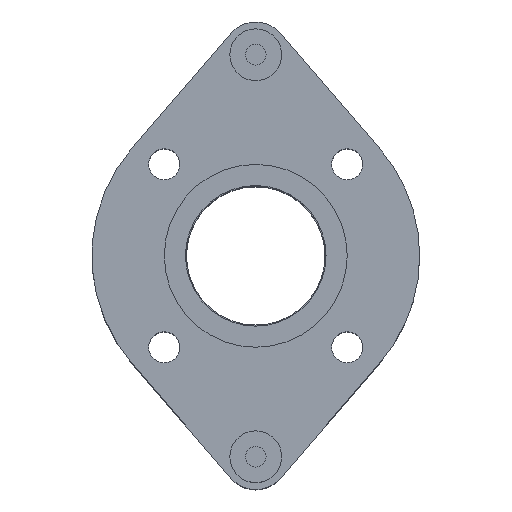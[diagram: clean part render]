
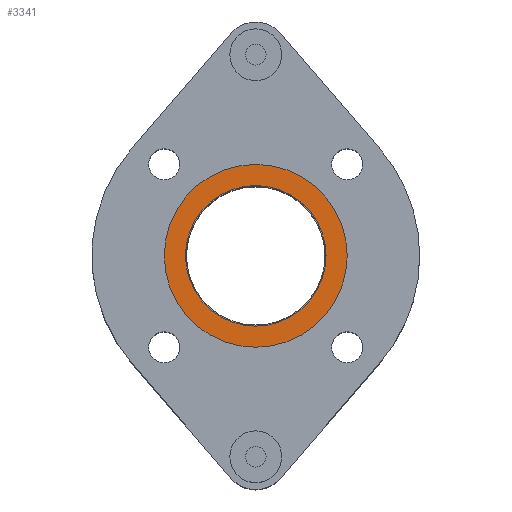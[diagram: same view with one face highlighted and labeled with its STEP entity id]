
A CAD part, top view. The second image highlights one B-rep face of the part: STEP entity #3341.
In plain terms, the highlighted planar face has unit normal (0, 0, 1).
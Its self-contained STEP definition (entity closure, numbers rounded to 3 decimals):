
#599 = CIRCLE ( 'NONE', #14438, 40.75 ) ;
#1366 = VERTEX_POINT ( 'NONE', #30870 ) ;
#1517 = CIRCLE ( 'NONE', #14850, 53. ) ;
#3341 = ADVANCED_FACE ( 'NONE', ( #19291, #3611 ), #26470, .T. ) ;
#3611 = FACE_BOUND ( 'NONE', #9771, .T. ) ;
#4096 = DIRECTION ( 'NONE',  ( 1., 0., 0. ) ) ;
#4255 = CARTESIAN_POINT ( 'NONE',  ( 0., 0., 0.6 ) ) ;
#4423 = DIRECTION ( 'NONE',  ( 0., 0., 1. ) ) ;
#5389 = VERTEX_POINT ( 'NONE', #16465 ) ;
#6371 = ORIENTED_EDGE ( 'NONE', *, *, #21650, .T. ) ;
#7568 = EDGE_LOOP ( 'NONE', ( #6371, #20676 ) ) ;
#9658 = VERTEX_POINT ( 'NONE', #26986 ) ;
#9771 = EDGE_LOOP ( 'NONE', ( #17464, #10109 ) ) ;
#10109 = ORIENTED_EDGE ( 'NONE', *, *, #31927, .F. ) ;
#10309 = CARTESIAN_POINT ( 'NONE',  ( 0., 0., 0.6 ) ) ;
#10635 = AXIS2_PLACEMENT_3D ( 'NONE', #31941, #21463, #4096 ) ;
#12159 = CIRCLE ( 'NONE', #14307, 53. ) ;
#12455 = CARTESIAN_POINT ( 'NONE',  ( 0., 0., 0.6 ) ) ;
#13825 = AXIS2_PLACEMENT_3D ( 'NONE', #19185, #21836, #32006 ) ;
#14307 = AXIS2_PLACEMENT_3D ( 'NONE', #12455, #31970, #32467 ) ;
#14438 = AXIS2_PLACEMENT_3D ( 'NONE', #10309, #27844, #32984 ) ;
#14850 = AXIS2_PLACEMENT_3D ( 'NONE', #4255, #4423, #17110 ) ;
#16465 = CARTESIAN_POINT ( 'NONE',  ( -53., 0., 0.6 ) ) ;
#17110 = DIRECTION ( 'NONE',  ( 1., 0., 0. ) ) ;
#17464 = ORIENTED_EDGE ( 'NONE', *, *, #26997, .F. ) ;
#18636 = CIRCLE ( 'NONE', #13825, 40.75 ) ;
#19185 = CARTESIAN_POINT ( 'NONE',  ( 0., 0., 0.6 ) ) ;
#19291 = FACE_OUTER_BOUND ( 'NONE', #7568, .T. ) ;
#20356 = EDGE_CURVE ( 'NONE', #29745, #5389, #12159, .T. ) ;
#20676 = ORIENTED_EDGE ( 'NONE', *, *, #20356, .T. ) ;
#21463 = DIRECTION ( 'NONE',  ( 0., 0., 1. ) ) ;
#21650 = EDGE_CURVE ( 'NONE', #5389, #29745, #1517, .T. ) ;
#21836 = DIRECTION ( 'NONE',  ( 0., 0., 1. ) ) ;
#26470 = PLANE ( 'NONE',  #10635 ) ;
#26986 = CARTESIAN_POINT ( 'NONE',  ( 40.75, 0., 0.6 ) ) ;
#26997 = EDGE_CURVE ( 'NONE', #9658, #1366, #18636, .T. ) ;
#27844 = DIRECTION ( 'NONE',  ( 0., 0., 1. ) ) ;
#29745 = VERTEX_POINT ( 'NONE', #32209 ) ;
#30870 = CARTESIAN_POINT ( 'NONE',  ( -40.75, 0., 0.6 ) ) ;
#31927 = EDGE_CURVE ( 'NONE', #1366, #9658, #599, .T. ) ;
#31941 = CARTESIAN_POINT ( 'NONE',  ( 0., 0., 0.6 ) ) ;
#31970 = DIRECTION ( 'NONE',  ( 0., 0., 1. ) ) ;
#32006 = DIRECTION ( 'NONE',  ( 1., 0., 0. ) ) ;
#32209 = CARTESIAN_POINT ( 'NONE',  ( 53., 0., 0.6 ) ) ;
#32467 = DIRECTION ( 'NONE',  ( 1., 0., 0. ) ) ;
#32984 = DIRECTION ( 'NONE',  ( 1., 0., 0. ) ) ;
